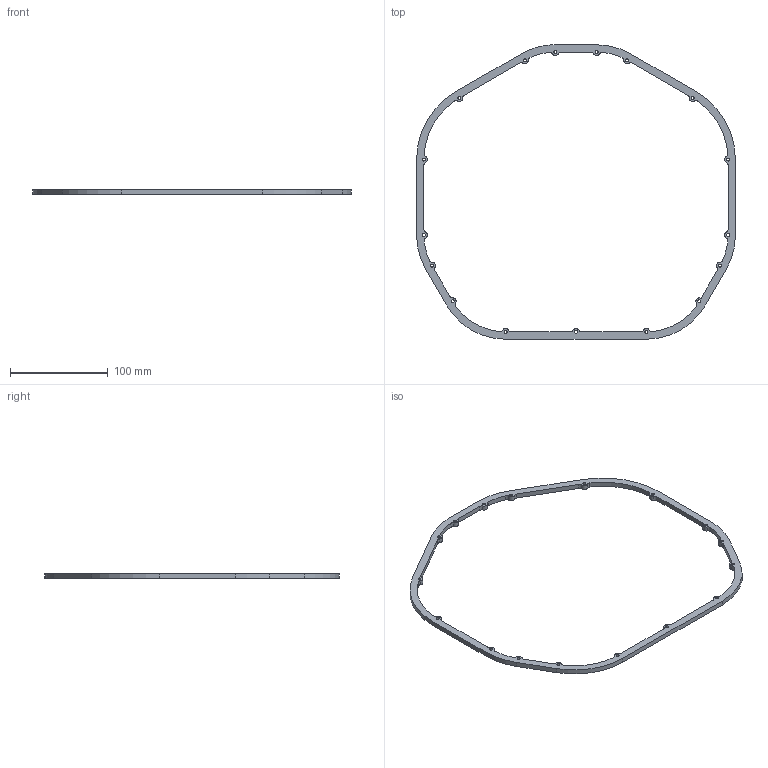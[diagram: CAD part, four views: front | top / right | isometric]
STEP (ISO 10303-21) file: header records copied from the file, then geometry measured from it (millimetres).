
FILE_DESCRIPTION(/* description */ ('Unknown'),/* implementation_level */ '2;1');
FILE_NAME(/* name */ 'Led_attachment_frame',/* time_stamp */ '2020-09-17T09:02:14+03:00',/* author */ ('Unknown'),/* organization */ ('Unknown'),/* preprocessor_version */ 'ST-DEVELOPER v16.7',/* originating_system */ 'DEX',/* authorisation */ $);
FILE_SCHEMA (('AUTOMOTIVE_DESIGN {1 0 10303 214 3 1 1}'));
Length unit declared in the file: millimetre
Products named in the file (1): Led_attachment_frame
Bounding box: 325.56 x 300.7 x 5 mm (x, y, z)
Volume: 39235.4 mm3; surface area: 26863.1 mm2
Topology: 1 solids, 1 shells, 103 faces, 303 edges, 202 vertices
Faces by surface type: cylinder 84, plane 19
Full cylindrical faces by diameter (mm): 3 x17
Entity records: 3544 total; most frequent: DIRECTION 662, CARTESIAN_POINT 592, ORIENTED_EDGE 572, EDGE_CURVE 286, AXIS2_PLACEMENT_3D 272, VERTEX_POINT 202, CIRCLE 168, EDGE_LOOP 156
